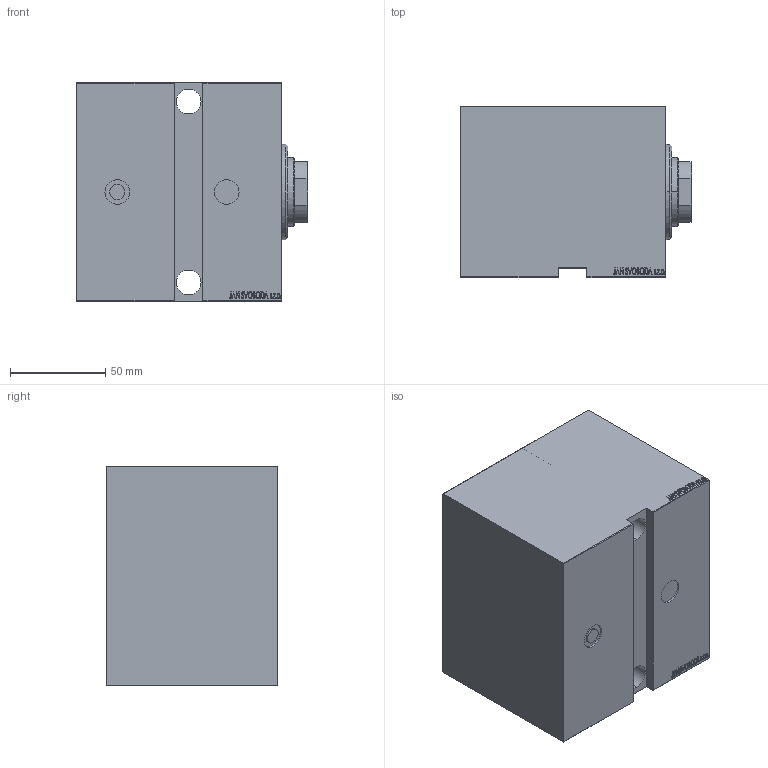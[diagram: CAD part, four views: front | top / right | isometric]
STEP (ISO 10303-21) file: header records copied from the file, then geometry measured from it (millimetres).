
FILE_DESCRIPTION (( 'STEP AP203' ), '1' );
FILE_NAME ('1670.STEP', '2024-02-12T07:33:38', ( '' ), ( '' ), 'SwSTEP 2.0', 'SolidWorks 2019', '' );
FILE_SCHEMA (( 'CONFIG_CONTROL_DESIGN' ));
Length unit declared in the file: millimetre
Products named in the file (4): V450CM_E_Body 60422fb7ad3b7565fe532f53f347556c; V450CM_VC_B 60422fb7ad3b7565fe532f53f347556c; 1670; V450CM_E_VCP 60422fb7ad3b7565fe532f53f347556c
Assembly tree (3 placements, depth 2):
  1670
    V450CM_E_Body 60422fb7ad3b7565fe532f53f347556c
    V450CM_E_VCP 60422fb7ad3b7565fe532f53f347556c
    V450CM_VC_B 60422fb7ad3b7565fe532f53f347556c
Bounding box: 121.5 x 90 x 115 mm (x, y, z)
Volume: 1033328.2 mm3; surface area: 129140.9 mm2
Topology: 3 solids, 3 shells, 836 faces, 2154 edges, 1429 vertices
Faces by surface type: plane 406, bspline 380, cylinder 36, cone 14
Entity records: 42538 total; most frequent: CARTESIAN_POINT 24283, ORIENTED_EDGE 4304, DIRECTION 2396, EDGE_CURVE 2152, VERTEX_POINT 1429, LINE 1296, VECTOR 1296, EDGE_LOOP 949
